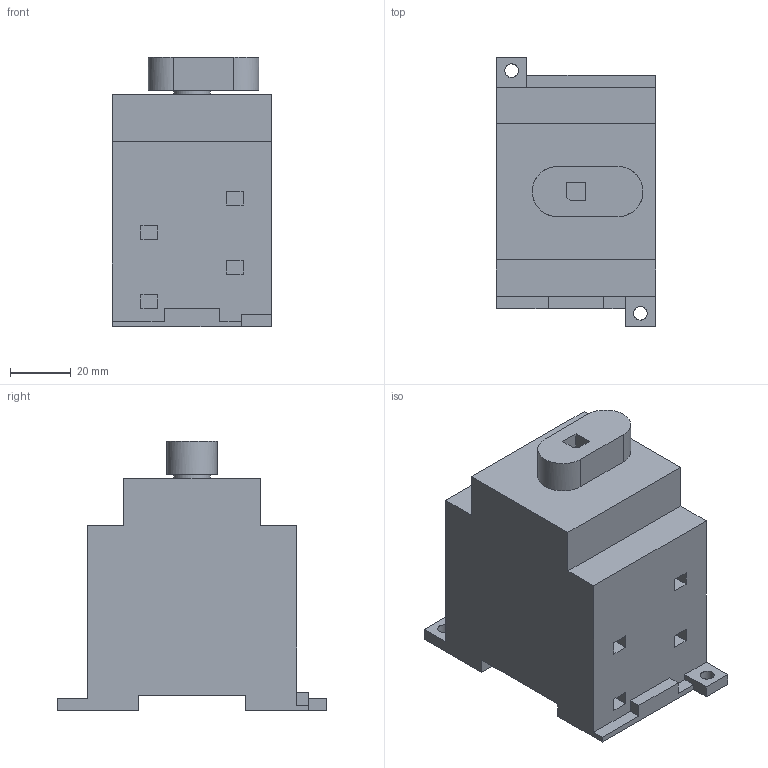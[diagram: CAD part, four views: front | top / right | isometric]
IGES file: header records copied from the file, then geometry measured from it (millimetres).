
Global section: file name: OTDC16-32F4.igs; preprocessor: I-DEAS 3D IGES Translator 11; date: 20110414.164103; units: millimetre
Bounding box: 52.5 x 89 x 89 mm (x, y, z)
Volume: 253984.5 mm3; surface area: 30626.4 mm2
Topology: 1 solids, 1 shells, 83 faces, 210 edges, 140 vertices
Faces by surface type: bspline 83
